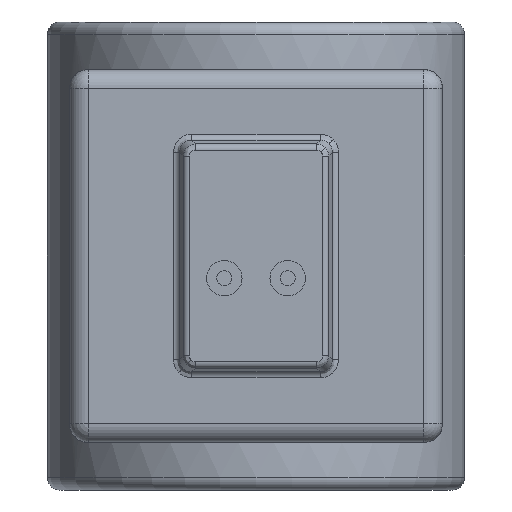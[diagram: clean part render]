
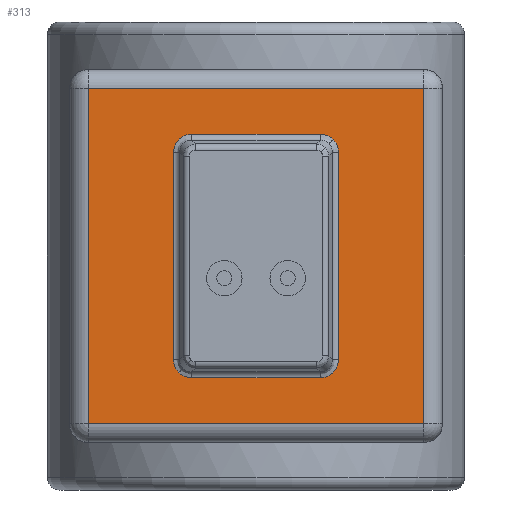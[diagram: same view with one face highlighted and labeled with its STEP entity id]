
A CAD part, front view. The second image highlights one B-rep face of the part: STEP entity #313.
In plain terms, the highlighted planar face has unit normal (0, -1, 0).
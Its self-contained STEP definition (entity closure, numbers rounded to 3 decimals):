
#13 = EDGE_CURVE ( 'NONE', #481, #235, #1951, .T. ) ;
#31 = ORIENTED_EDGE ( 'NONE', *, *, #2222, .T. ) ;
#53 = CARTESIAN_POINT ( 'NONE',  ( 5.839, -19., 9.479 ) ) ;
#77 = CARTESIAN_POINT ( 'NONE',  ( 5.085, -19., 9.624 ) ) ;
#122 = VECTOR ( 'NONE', #546, 1000. ) ;
#126 = DIRECTION ( 'NONE',  ( 0., 0., 1. ) ) ;
#192 = CARTESIAN_POINT ( 'NONE',  ( -6.524, -19., -8.185 ) ) ;
#231 = DIRECTION ( 'NONE',  ( 0., 0., -1. ) ) ;
#235 = VERTEX_POINT ( 'NONE', #1652 ) ;
#256 =( BOUNDED_CURVE ( )  B_SPLINE_CURVE ( 3, ( #907, #1648, #2036, #1097 ),
 .UNSPECIFIED., .F., .F. ) 
 B_SPLINE_CURVE_WITH_KNOTS ( ( 4, 4 ),
 ( 5.538, 6.283 ),
 .UNSPECIFIED. ) 
 CURVE ( )  GEOMETRIC_REPRESENTATION_ITEM ( )  RATIONAL_B_SPLINE_CURVE ( ( 1., 0.954, 0.954, 1. ) ) 
 REPRESENTATION_ITEM ( '' )  );
#265 = CARTESIAN_POINT ( 'NONE',  ( -6.524, -19., 9.041 ) ) ;
#313 = ADVANCED_FACE ( 'NONE', ( #1280, #342 ), #1834, .F. ) ;
#316 = CARTESIAN_POINT ( 'NONE',  ( -6.524, -19., -8.582 ) ) ;
#326 = CARTESIAN_POINT ( 'NONE',  ( -13.25, -19., 14.75 ) ) ;
#330 = VERTEX_POINT ( 'NONE', #755 ) ;
#340 = VECTOR ( 'NONE', #1564, 1000. ) ;
#342 = FACE_OUTER_BOUND ( 'NONE', #1019, .T. ) ;
#345 = CARTESIAN_POINT ( 'NONE',  ( -6.109, -19., -9.209 ) ) ;
#347 = CARTESIAN_POINT ( 'NONE',  ( 5.191, -19., 9.624 ) ) ;
#382 = VERTEX_POINT ( 'NONE', #1868 ) ;
#423 = VERTEX_POINT ( 'NONE', #1534 ) ;
#459 = ORIENTED_EDGE ( 'NONE', *, *, #1402, .T. ) ;
#466 = CARTESIAN_POINT ( 'NONE',  ( -5.941, -19., 9.624 ) ) ;
#481 = VERTEX_POINT ( 'NONE', #1701 ) ;
#490 = VERTEX_POINT ( 'NONE', #1890 ) ;
#513 = CARTESIAN_POINT ( 'NONE',  ( 6.524, -19., 8.185 ) ) ;
#541 = ORIENTED_EDGE ( 'NONE', *, *, #1156, .T. ) ;
#546 = DIRECTION ( 'NONE',  ( 0., 0., 1. ) ) ;
#573 = ORIENTED_EDGE ( 'NONE', *, *, #13, .T. ) ;
#609 = ORIENTED_EDGE ( 'NONE', *, *, #1340, .T. ) ;
#648 = CARTESIAN_POINT ( 'NONE',  ( -5.191, -19., -9.624 ) ) ;
#726 = EDGE_CURVE ( 'NONE', #2212, #1889, #1428, .T. ) ;
#734 = CARTESIAN_POINT ( 'NONE',  ( 13.25, -19., 14.75 ) ) ;
#737 = EDGE_CURVE ( 'NONE', #1889, #2416, #2001, .T. ) ;
#748 = CARTESIAN_POINT ( 'NONE',  ( -14.75, -19., 14.75 ) ) ;
#755 = CARTESIAN_POINT ( 'NONE',  ( 13.25, -19., 13.25 ) ) ;
#798 = CARTESIAN_POINT ( 'NONE',  ( 5.482, -19., 9.624 ) ) ;
#807 = CARTESIAN_POINT ( 'NONE',  ( 6.524, -19., -8.291 ) ) ;
#826 = CARTESIAN_POINT ( 'NONE',  ( -6.524, -19., 8.185 ) ) ;
#834 = ORIENTED_EDGE ( 'NONE', *, *, #2381, .T. ) ;
#842 = ORIENTED_EDGE ( 'NONE', *, *, #844, .T. ) ;
#844 = EDGE_CURVE ( 'NONE', #2260, #423, #1367, .T. ) ;
#849 = LINE ( 'NONE', #648, #340 ) ;
#851 = CARTESIAN_POINT ( 'NONE',  ( 6.524, -19., -8.185 ) ) ;
#879 = VECTOR ( 'NONE', #1639, 1000. ) ;
#890 = CARTESIAN_POINT ( 'NONE',  ( -6.524, -19., -8.185 ) ) ;
#907 = CARTESIAN_POINT ( 'NONE',  ( -5.085, -19., -9.624 ) ) ;
#928 = CARTESIAN_POINT ( 'NONE',  ( -13.25, -19., 13.25 ) ) ;
#974 = CARTESIAN_POINT ( 'NONE',  ( -14.75, -19., -13.25 ) ) ;
#986 = CARTESIAN_POINT ( 'NONE',  ( 6.109, -19., 9.209 ) ) ;
#991 = CARTESIAN_POINT ( 'NONE',  ( 13.25, -19., -13.25 ) ) ;
#1000 = CARTESIAN_POINT ( 'NONE',  ( -5.085, -19., 9.624 ) ) ;
#1019 = EDGE_LOOP ( 'NONE', ( #1802, #842, #609, #31 ) ) ;
#1095 = VERTEX_POINT ( 'NONE', #991 ) ;
#1097 = CARTESIAN_POINT ( 'NONE',  ( -6.109, -19., -9.209 ) ) ;
#1123 = DIRECTION ( 'NONE',  ( 1., 0., 0. ) ) ;
#1156 = EDGE_CURVE ( 'NONE', #2114, #382, #1867, .T. ) ;
#1188 = LINE ( 'NONE', #734, #122 ) ;
#1239 = CARTESIAN_POINT ( 'NONE',  ( 6.524, -19., -9.041 ) ) ;
#1273 = CARTESIAN_POINT ( 'NONE',  ( 6.379, -19., 8.939 ) ) ;
#1280 = FACE_BOUND ( 'NONE', #2423, .T. ) ;
#1307 = DIRECTION ( 'NONE',  ( 0., 0., 1. ) ) ;
#1340 = EDGE_CURVE ( 'NONE', #423, #1095, #2350, .T. ) ;
#1367 = LINE ( 'NONE', #326, #879 ) ;
#1375 = CARTESIAN_POINT ( 'NONE',  ( -6.524, -19., 8.185 ) ) ;
#1381 = DIRECTION ( 'NONE',  ( -1., 0., 0. ) ) ;
#1392 = VERTEX_POINT ( 'NONE', #2331 ) ;
#1398 = CARTESIAN_POINT ( 'NONE',  ( 5.085, -19., -9.624 ) ) ;
#1402 = EDGE_CURVE ( 'NONE', #1392, #1583, #849, .T. ) ;
#1416 = CARTESIAN_POINT ( 'NONE',  ( 5.941, -19., -9.624 ) ) ;
#1428 =( BOUNDED_CURVE ( )  B_SPLINE_CURVE ( 3, ( #1997, #1991, #316, #890 ),
 .UNSPECIFIED., .F., .F. ) 
 B_SPLINE_CURVE_WITH_KNOTS ( ( 4, 4 ),
 ( 0., 0.746 ),
 .UNSPECIFIED. ) 
 CURVE ( )  GEOMETRIC_REPRESENTATION_ITEM ( )  RATIONAL_B_SPLINE_CURVE ( ( 1., 0.954, 0.954, 1. ) ) 
 REPRESENTATION_ITEM ( '' )  );
#1441 = VECTOR ( 'NONE', #1381, 1000. ) ;
#1455 = EDGE_CURVE ( 'NONE', #490, #1392, #2192, .T. ) ;
#1470 = LINE ( 'NONE', #928, #1441 ) ;
#1534 = CARTESIAN_POINT ( 'NONE',  ( -13.25, -19., -13.25 ) ) ;
#1564 = DIRECTION ( 'NONE',  ( -1., 0., 0. ) ) ;
#1577 = ORIENTED_EDGE ( 'NONE', *, *, #1852, .T. ) ;
#1579 = EDGE_CURVE ( 'NONE', #382, #481, #1687, .T. ) ;
#1583 = VERTEX_POINT ( 'NONE', #1714 ) ;
#1598 = VECTOR ( 'NONE', #1123, 1000. ) ;
#1628 = ORIENTED_EDGE ( 'NONE', *, *, #2202, .T. ) ;
#1639 = DIRECTION ( 'NONE',  ( 0., 0., -1. ) ) ;
#1648 = CARTESIAN_POINT ( 'NONE',  ( -5.482, -19., -9.624 ) ) ;
#1652 = CARTESIAN_POINT ( 'NONE',  ( 6.524, -19., 8.185 ) ) ;
#1653 = LINE ( 'NONE', #807, #2007 ) ;
#1654 = CARTESIAN_POINT ( 'NONE',  ( -13.25, -19., 13.25 ) ) ;
#1687 =( BOUNDED_CURVE ( )  B_SPLINE_CURVE ( 3, ( #77, #798, #53, #986 ),
 .UNSPECIFIED., .F., .F. ) 
 B_SPLINE_CURVE_WITH_KNOTS ( ( 4, 4 ),
 ( 5.538, 6.283 ),
 .UNSPECIFIED. ) 
 CURVE ( )  GEOMETRIC_REPRESENTATION_ITEM ( )  RATIONAL_B_SPLINE_CURVE ( ( 1., 0.954, 0.954, 1. ) ) 
 REPRESENTATION_ITEM ( '' )  );
#1701 = CARTESIAN_POINT ( 'NONE',  ( 6.109, -19., 9.209 ) ) ;
#1710 = DIRECTION ( 'NONE',  ( 1., 0., 0. ) ) ;
#1714 = CARTESIAN_POINT ( 'NONE',  ( -5.085, -19., -9.624 ) ) ;
#1738 = ORIENTED_EDGE ( 'NONE', *, *, #737, .T. ) ;
#1739 = ORIENTED_EDGE ( 'NONE', *, *, #1455, .T. ) ;
#1802 = ORIENTED_EDGE ( 'NONE', *, *, #2094, .T. ) ;
#1808 = VECTOR ( 'NONE', #1710, 1000. ) ;
#1811 = CARTESIAN_POINT ( 'NONE',  ( 6.524, -19., 8.582 ) ) ;
#1834 = PLANE ( 'NONE',  #1976 ) ;
#1852 = EDGE_CURVE ( 'NONE', #2416, #2114, #2101, .T. ) ;
#1855 = ORIENTED_EDGE ( 'NONE', *, *, #726, .T. ) ;
#1867 = LINE ( 'NONE', #347, #1598 ) ;
#1868 = CARTESIAN_POINT ( 'NONE',  ( 5.085, -19., 9.624 ) ) ;
#1889 = VERTEX_POINT ( 'NONE', #192 ) ;
#1890 = CARTESIAN_POINT ( 'NONE',  ( 6.524, -19., -8.185 ) ) ;
#1910 = CARTESIAN_POINT ( 'NONE',  ( -5.085, -19., 9.624 ) ) ;
#1951 =( BOUNDED_CURVE ( )  B_SPLINE_CURVE ( 3, ( #2396, #1273, #1811, #513 ),
 .UNSPECIFIED., .F., .F. ) 
 B_SPLINE_CURVE_WITH_KNOTS ( ( 4, 4 ),
 ( 0., 0.746 ),
 .UNSPECIFIED. ) 
 CURVE ( )  GEOMETRIC_REPRESENTATION_ITEM ( )  RATIONAL_B_SPLINE_CURVE ( ( 1., 0.954, 0.954, 1. ) ) 
 REPRESENTATION_ITEM ( '' )  );
#1976 = AXIS2_PLACEMENT_3D ( 'NONE', #748, #2254, #1307 ) ;
#1991 = CARTESIAN_POINT ( 'NONE',  ( -6.379, -19., -8.939 ) ) ;
#1997 = CARTESIAN_POINT ( 'NONE',  ( -6.109, -19., -9.209 ) ) ;
#2001 = LINE ( 'NONE', #2167, #2219 ) ;
#2007 = VECTOR ( 'NONE', #231, 1000. ) ;
#2036 = CARTESIAN_POINT ( 'NONE',  ( -5.839, -19., -9.479 ) ) ;
#2094 = EDGE_CURVE ( 'NONE', #330, #2260, #1470, .T. ) ;
#2101 =( BOUNDED_CURVE ( )  B_SPLINE_CURVE ( 3, ( #1375, #265, #466, #1000 ),
 .UNSPECIFIED., .F., .F. ) 
 B_SPLINE_CURVE_WITH_KNOTS ( ( 4, 4 ),
 ( 2.396, 3.887 ),
 .UNSPECIFIED. ) 
 CURVE ( )  GEOMETRIC_REPRESENTATION_ITEM ( )  RATIONAL_B_SPLINE_CURVE ( ( 1., 0.823, 0.823, 1. ) ) 
 REPRESENTATION_ITEM ( '' )  );
#2114 = VERTEX_POINT ( 'NONE', #1910 ) ;
#2167 = CARTESIAN_POINT ( 'NONE',  ( -6.524, -19., 8.291 ) ) ;
#2192 =( BOUNDED_CURVE ( )  B_SPLINE_CURVE ( 3, ( #851, #1239, #1416, #1398 ),
 .UNSPECIFIED., .F., .F. ) 
 B_SPLINE_CURVE_WITH_KNOTS ( ( 4, 4 ),
 ( 2.396, 3.887 ),
 .UNSPECIFIED. ) 
 CURVE ( )  GEOMETRIC_REPRESENTATION_ITEM ( )  RATIONAL_B_SPLINE_CURVE ( ( 1., 0.823, 0.823, 1. ) ) 
 REPRESENTATION_ITEM ( '' )  );
#2202 = EDGE_CURVE ( 'NONE', #1583, #2212, #256, .T. ) ;
#2212 = VERTEX_POINT ( 'NONE', #345 ) ;
#2219 = VECTOR ( 'NONE', #126, 1000. ) ;
#2222 = EDGE_CURVE ( 'NONE', #1095, #330, #1188, .T. ) ;
#2254 = DIRECTION ( 'NONE',  ( 0., 1., 0. ) ) ;
#2260 = VERTEX_POINT ( 'NONE', #1654 ) ;
#2331 = CARTESIAN_POINT ( 'NONE',  ( 5.085, -19., -9.624 ) ) ;
#2350 = LINE ( 'NONE', #974, #1808 ) ;
#2381 = EDGE_CURVE ( 'NONE', #235, #490, #1653, .T. ) ;
#2396 = CARTESIAN_POINT ( 'NONE',  ( 6.109, -19., 9.209 ) ) ;
#2416 = VERTEX_POINT ( 'NONE', #826 ) ;
#2423 = EDGE_LOOP ( 'NONE', ( #459, #1628, #1855, #1738, #1577, #541, #2427, #573, #834, #1739 ) ) ;
#2427 = ORIENTED_EDGE ( 'NONE', *, *, #1579, .T. ) ;
